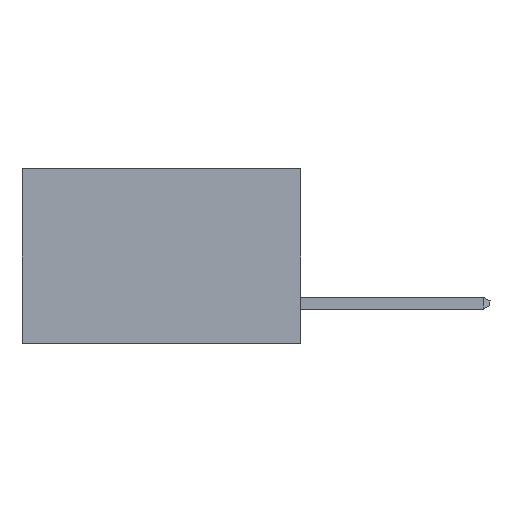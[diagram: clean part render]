
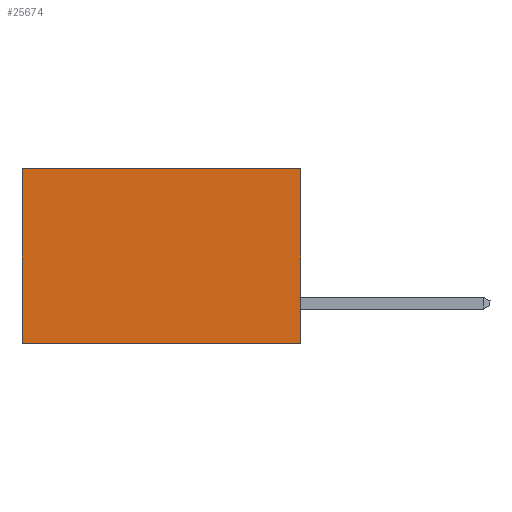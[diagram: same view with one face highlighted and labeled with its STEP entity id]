
A CAD part, left-side view. The second image highlights one B-rep face of the part: STEP entity #25674.
In plain terms, the highlighted planar face has unit normal (-1, 0, 0).
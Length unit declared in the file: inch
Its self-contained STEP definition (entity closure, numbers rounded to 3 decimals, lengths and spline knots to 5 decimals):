
#1481 = CARTESIAN_POINT ( 'NONE',  ( 0.277, 0., 0. ) ) ;
#1754 = LINE ( 'NONE', #27015, #18083 ) ;
#1981 = VERTEX_POINT ( 'NONE', #7572 ) ;
#2401 = FACE_OUTER_BOUND ( 'NONE', #6490, .T. ) ;
#2551 = CARTESIAN_POINT ( 'NONE',  ( 0.277, 0., -0.37 ) ) ;
#3610 = DIRECTION ( 'NONE',  ( 0., 1., 0. ) ) ;
#3851 = DIRECTION ( 'NONE',  ( 0., 1., 0. ) ) ;
#4682 = LINE ( 'NONE', #8936, #14601 ) ;
#4687 = DIRECTION ( 'NONE',  ( 1., 0., 0. ) ) ;
#5232 = CARTESIAN_POINT ( 'NONE',  ( 0.277, 0., 0. ) ) ;
#5312 = EDGE_CURVE ( 'NONE', #23962, #24278, #1754, .T. ) ;
#6490 = EDGE_LOOP ( 'NONE', ( #10762, #9110, #11442, #11498 ) ) ;
#7572 = CARTESIAN_POINT ( 'NONE',  ( 0.277, 0.59, 0. ) ) ;
#7888 = EDGE_CURVE ( 'NONE', #1981, #9155, #14139, .T. ) ;
#8936 = CARTESIAN_POINT ( 'NONE',  ( 0.277, 0., -0.37 ) ) ;
#8997 = EDGE_CURVE ( 'NONE', #23962, #1981, #11099, .T. ) ;
#9110 = ORIENTED_EDGE ( 'NONE', *, *, #11797, .F. ) ;
#9155 = VERTEX_POINT ( 'NONE', #13333 ) ;
#9843 = DIRECTION ( 'NONE',  ( 0., 0., -1. ) ) ;
#10762 = ORIENTED_EDGE ( 'NONE', *, *, #7888, .T. ) ;
#11099 = LINE ( 'NONE', #1481, #21823 ) ;
#11442 = ORIENTED_EDGE ( 'NONE', *, *, #5312, .F. ) ;
#11498 = ORIENTED_EDGE ( 'NONE', *, *, #8997, .T. ) ;
#11797 = EDGE_CURVE ( 'NONE', #24278, #9155, #4682, .T. ) ;
#13333 = CARTESIAN_POINT ( 'NONE',  ( 0.277, 0.59, -0.37 ) ) ;
#14139 = LINE ( 'NONE', #25595, #25577 ) ;
#14601 = VECTOR ( 'NONE', #3851, 39.37008 ) ;
#15231 = PLANE ( 'NONE',  #27081 ) ;
#18083 = VECTOR ( 'NONE', #9843, 39.37008 ) ;
#19621 = DIRECTION ( 'NONE',  ( 0., 0., -1. ) ) ;
#21543 = CARTESIAN_POINT ( 'NONE',  ( 0.277, 0., -0.37 ) ) ;
#21823 = VECTOR ( 'NONE', #3610, 39.37008 ) ;
#23962 = VERTEX_POINT ( 'NONE', #5232 ) ;
#24278 = VERTEX_POINT ( 'NONE', #21543 ) ;
#25577 = VECTOR ( 'NONE', #26853, 39.37008 ) ;
#25595 = CARTESIAN_POINT ( 'NONE',  ( 0.277, 0.59, -0.37 ) ) ;
#25674 = ADVANCED_FACE ( 'NONE', ( #2401 ), #15231, .F. ) ;
#26853 = DIRECTION ( 'NONE',  ( 0., 0., -1. ) ) ;
#27015 = CARTESIAN_POINT ( 'NONE',  ( 0.277, 0., -0.37 ) ) ;
#27081 = AXIS2_PLACEMENT_3D ( 'NONE', #2551, #4687, #19621 ) ;
